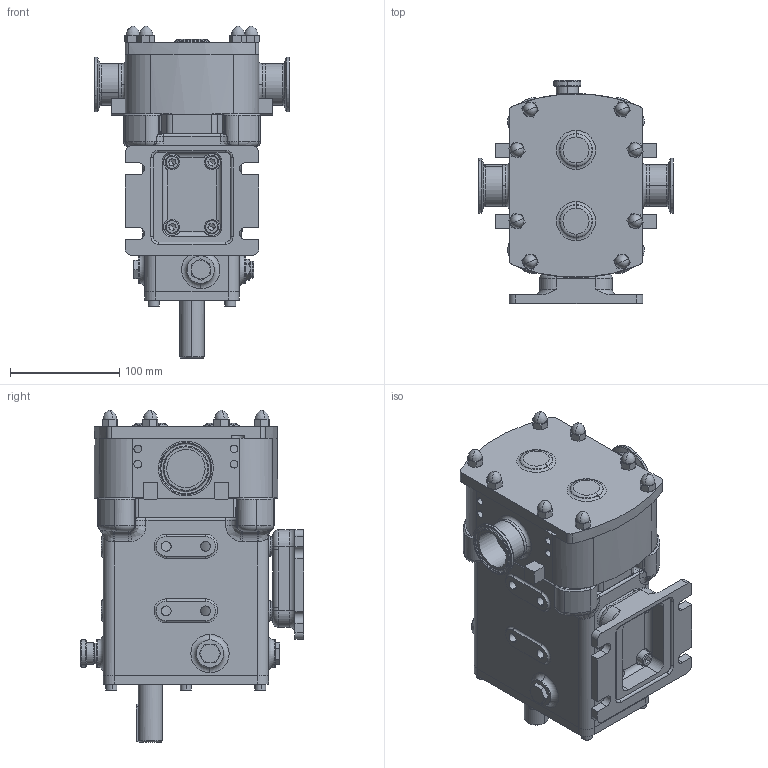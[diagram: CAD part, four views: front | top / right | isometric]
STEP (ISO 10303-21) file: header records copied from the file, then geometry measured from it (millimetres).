
FILE_DESCRIPTION (( 'STEP AP214' ), '1' );
FILE_NAME ('GA4425.STEP', '2024-11-06T21:44:54', ( '' ), ( '' ), 'SwSTEP 2.0', 'SolidWorks 2023', '' );
FILE_SCHEMA (( 'AUTOMOTIVE_DESIGN' ));
Length unit declared in the file: millimetre
Products named in the file (4): Copy of R0180 CPP H TSD^GA4425; Copy of RA94-5121-22M^GA4425; Copy of Z94-8613-91^GA4425; GA4425
Assembly tree (7 placements, depth 2):
  GA4425
    Copy of R0180 CPP H TSD^GA4425
    Copy of RA94-5121-22M^GA4425  x2
    Copy of Z94-8613-91^GA4425  x4
Bounding box: 178 x 203.86 x 303.3 mm (x, y, z)
Volume: 3694626.8 mm3; surface area: 248933.5 mm2
Topology: 7 solids, 7 shells, 1331 faces, 3238 edges, 1974 vertices
Faces by surface type: plane 415, cylinder 345, cone 212, bspline 184, torus 173, sphere 2
Entity records: 41310 total; most frequent: CARTESIAN_POINT 14065, ORIENTED_EDGE 5960, DIRECTION 5515, EDGE_CURVE 2980, AXIS2_PLACEMENT_3D 2283, VERTEX_POINT 1847, EDGE_LOOP 1343, ADVANCED_FACE 1234
